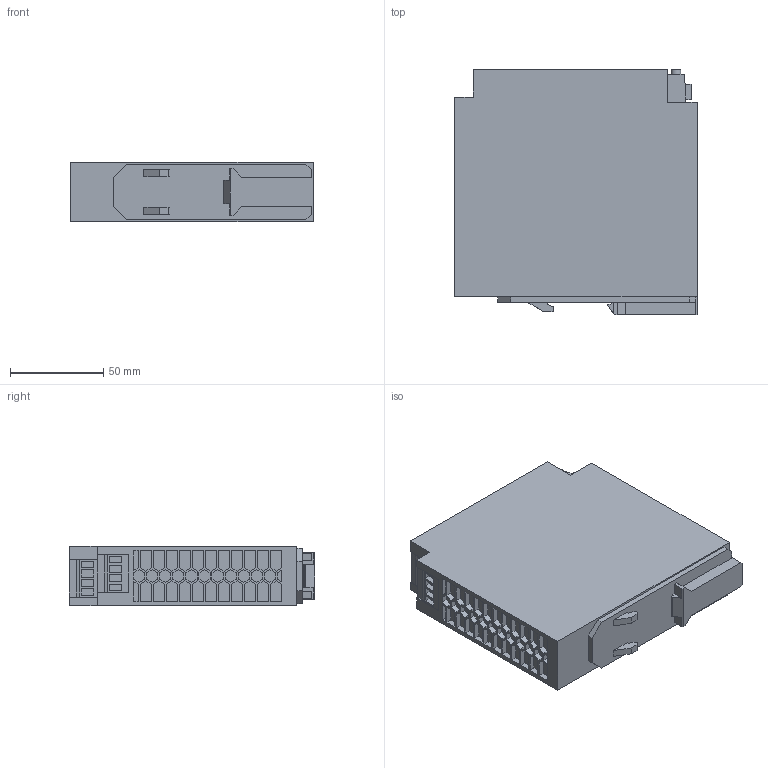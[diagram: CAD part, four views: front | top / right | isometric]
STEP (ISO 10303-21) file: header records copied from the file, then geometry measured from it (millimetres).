
FILE_DESCRIPTION(('SolidDesigner STEP Export'),'2;1');
FILE_NAME('2320144_QUINT_PS_48DC_24DC_5-select.stp','2012-12-13T11:26:10',(''),(''),'Creo Elements/Direct Modeling STEP processor for AP214 (Solid Model)','Creo Elements/Direct Modeling 18.1 06-May-2012 (C) Parametric Technology GmbH','');
FILE_SCHEMA(('AUTOMOTIVE_DESIGN { 1 0 10303 214 1 1 1 1 }'));
Length unit declared in the file: millimetre
Products named in the file (2): 2320144_QUINT_PS_48DC_24DC_5-select
Assembly tree (1 placements, depth 2):
  2320144_QUINT_PS_48DC_24DC_5-select
    2320144_QUINT_PS_48DC_24DC_5-select
Bounding box: 130.1 x 131.6 x 32 mm (x, y, z)
Volume: 498383.5 mm3; surface area: 56857.3 mm2
Topology: 1 solids, 1 shells, 665 faces, 1678 edges, 1118 vertices
Faces by surface type: plane 631, cylinder 34
Entity records: 24708 total; most frequent: CARTESIAN_POINT 3414, ORIENTED_EDGE 3356, DIRECTION 2986, EDGE_CURVE 1678, VECTOR 1606, LINE 1606, VERTEX_POINT 1118, EDGE_LOOP 768
